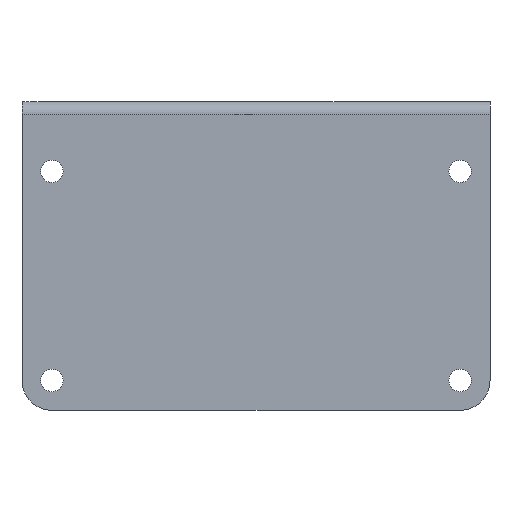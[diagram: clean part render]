
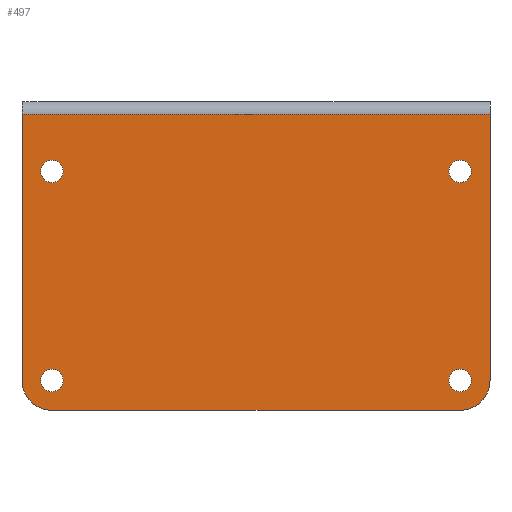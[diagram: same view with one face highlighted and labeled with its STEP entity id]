
A CAD part, left-side view. The second image highlights one B-rep face of the part: STEP entity #497.
In plain terms, the highlighted planar face has unit normal (-1, 0, 0).
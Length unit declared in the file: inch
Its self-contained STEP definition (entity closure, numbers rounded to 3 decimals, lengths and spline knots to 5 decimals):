
#25=FACE_BOUND('',#104,.T.);
#26=FACE_BOUND('',#105,.T.);
#27=FACE_BOUND('',#106,.T.);
#28=FACE_BOUND('',#107,.T.);
#43=PLANE('',#548);
#65=FACE_OUTER_BOUND('',#103,.T.);
#103=EDGE_LOOP('',(#389,#390,#391,#392,#393,#394));
#104=EDGE_LOOP('',(#395));
#105=EDGE_LOOP('',(#396));
#106=EDGE_LOOP('',(#397));
#107=EDGE_LOOP('',(#398));
#138=LINE('',#753,#172);
#144=LINE('',#778,#178);
#146=LINE('',#793,#180);
#148=LINE('',#803,#182);
#172=VECTOR('',#605,3.34375);
#178=VECTOR('',#629,3.34375);
#180=VECTOR('',#649,5.875);
#182=VECTOR('',#665,5.125);
#198=CIRCLE('',#520,0.375);
#205=CIRCLE('',#530,0.375);
#206=CIRCLE('',#533,0.14063);
#207=CIRCLE('',#535,0.14063);
#208=CIRCLE('',#537,0.14063);
#209=CIRCLE('',#539,0.14063);
#232=VERTEX_POINT('',#740);
#233=VERTEX_POINT('',#741);
#237=VERTEX_POINT('',#751);
#245=VERTEX_POINT('',#771);
#246=VERTEX_POINT('',#772);
#247=VERTEX_POINT('',#777);
#248=VERTEX_POINT('',#781);
#249=VERTEX_POINT('',#784);
#250=VERTEX_POINT('',#787);
#251=VERTEX_POINT('',#790);
#276=EDGE_CURVE('',#232,#233,#198,.T.);
#282=EDGE_CURVE('',#237,#232,#138,.T.);
#291=EDGE_CURVE('',#245,#246,#205,.T.);
#294=EDGE_CURVE('',#246,#247,#144,.T.);
#296=EDGE_CURVE('',#248,#248,#206,.T.);
#297=EDGE_CURVE('',#249,#249,#207,.T.);
#298=EDGE_CURVE('',#250,#250,#208,.T.);
#299=EDGE_CURVE('',#251,#251,#209,.T.);
#300=EDGE_CURVE('',#237,#247,#146,.T.);
#306=EDGE_CURVE('',#233,#245,#148,.T.);
#389=ORIENTED_EDGE('',*,*,#276,.F.);
#390=ORIENTED_EDGE('',*,*,#282,.F.);
#391=ORIENTED_EDGE('',*,*,#300,.T.);
#392=ORIENTED_EDGE('',*,*,#294,.F.);
#393=ORIENTED_EDGE('',*,*,#291,.F.);
#394=ORIENTED_EDGE('',*,*,#306,.F.);
#395=ORIENTED_EDGE('',*,*,#296,.T.);
#396=ORIENTED_EDGE('',*,*,#297,.T.);
#397=ORIENTED_EDGE('',*,*,#298,.T.);
#398=ORIENTED_EDGE('',*,*,#299,.T.);
#497=ADVANCED_FACE('',(#65,#25,#26,#27,#28),#43,.T.);
#520=AXIS2_PLACEMENT_3D('',#742,#595,#596);
#530=AXIS2_PLACEMENT_3D('',#773,#623,#624);
#533=AXIS2_PLACEMENT_3D('',#782,#633,#634);
#535=AXIS2_PLACEMENT_3D('',#785,#637,#638);
#537=AXIS2_PLACEMENT_3D('',#788,#641,#642);
#539=AXIS2_PLACEMENT_3D('',#791,#645,#646);
#548=AXIS2_PLACEMENT_3D('',#804,#666,#667);
#595=DIRECTION('center_axis',(1.,0.,0.));
#596=DIRECTION('ref_axis',(0.,-0.707,-0.707));
#605=DIRECTION('',(0.,0.,-1.));
#623=DIRECTION('center_axis',(1.,0.,0.));
#624=DIRECTION('ref_axis',(0.,0.707,-0.707));
#629=DIRECTION('',(0.,0.,1.));
#633=DIRECTION('center_axis',(1.,0.,0.));
#634=DIRECTION('ref_axis',(0.,0.,-1.));
#637=DIRECTION('center_axis',(1.,0.,0.));
#638=DIRECTION('ref_axis',(0.,0.,-1.));
#641=DIRECTION('center_axis',(1.,0.,0.));
#642=DIRECTION('ref_axis',(0.,0.,-1.));
#645=DIRECTION('center_axis',(1.,0.,0.));
#646=DIRECTION('ref_axis',(0.,0.,-1.));
#649=DIRECTION('',(0.,1.,0.));
#665=DIRECTION('',(0.,1.,0.));
#666=DIRECTION('center_axis',(-1.,0.,0.));
#667=DIRECTION('ref_axis',(0.,0.,1.));
#740=CARTESIAN_POINT('',(-3.,-2.9375,-3.375));
#741=CARTESIAN_POINT('',(-3.,-2.5625,-3.75));
#742=CARTESIAN_POINT('Origin',(-3.,-2.5625,-3.375));
#751=CARTESIAN_POINT('',(-3.,-2.9375,-0.03125));
#753=CARTESIAN_POINT('',(-3.,-2.9375,-0.03125));
#771=CARTESIAN_POINT('',(-3.,2.5625,-3.75));
#772=CARTESIAN_POINT('',(-3.,2.9375,-3.375));
#773=CARTESIAN_POINT('Origin',(-3.,2.5625,-3.375));
#777=CARTESIAN_POINT('',(-3.,2.9375,-0.03125));
#778=CARTESIAN_POINT('',(-3.,2.9375,0.14664));
#781=CARTESIAN_POINT('',(-3.,2.5625,-0.60937));
#782=CARTESIAN_POINT('Origin',(-3.,2.5625,-0.75));
#784=CARTESIAN_POINT('',(-3.,2.5625,-3.23438));
#785=CARTESIAN_POINT('Origin',(-3.,2.5625,-3.375));
#787=CARTESIAN_POINT('',(-3.,-2.5625,-3.23438));
#788=CARTESIAN_POINT('Origin',(-3.,-2.5625,-3.375));
#790=CARTESIAN_POINT('',(-3.,-2.5625,-0.60938));
#791=CARTESIAN_POINT('Origin',(-3.,-2.5625,-0.75));
#793=CARTESIAN_POINT('',(-3.,0.,-0.03125));
#803=CARTESIAN_POINT('',(-3.,-2.9375,-3.75));
#804=CARTESIAN_POINT('Origin',(-3.,0.,-1.84615));
